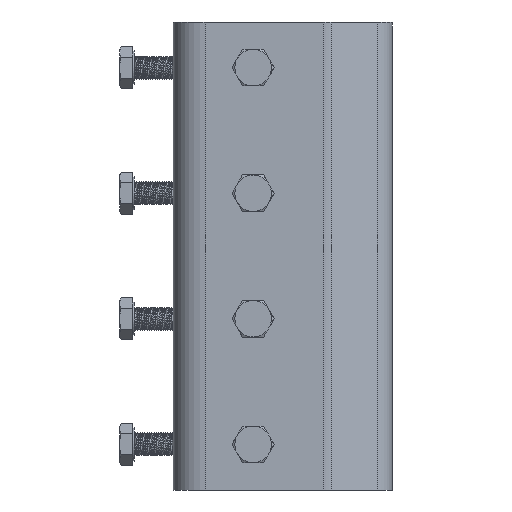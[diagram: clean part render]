
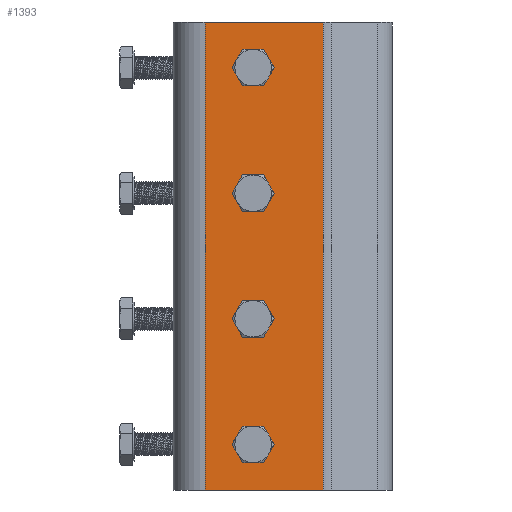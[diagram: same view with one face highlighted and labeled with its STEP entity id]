
A CAD part, left-side view. The second image highlights one B-rep face of the part: STEP entity #1393.
In plain terms, the highlighted planar face has unit normal (-1, 0, 0).
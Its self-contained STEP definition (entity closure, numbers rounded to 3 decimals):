
#112=CARTESIAN_POINT('',(-48.25,54.,31.688));
#113=VERTEX_POINT('',#112);
#114=CARTESIAN_POINT('',(-48.25,54.,27.5));
#115=DIRECTION('',(1.0,0.0,0.0));
#116=DIRECTION('',(0.0,0.0,1.0));
#117=AXIS2_PLACEMENT_3D('',#114,#115,#116);
#118=CIRCLE('',#117,4.188);
#119=EDGE_CURVE('',#113,#113,#118,.T.);
#168=CARTESIAN_POINT('',(-48.25,54.,-78.312));
#169=VERTEX_POINT('',#168);
#170=CARTESIAN_POINT('',(-48.25,54.,-82.5));
#171=DIRECTION('',(1.0,0.0,0.0));
#172=DIRECTION('',(0.0,0.0,1.0));
#173=AXIS2_PLACEMENT_3D('',#170,#171,#172);
#174=CIRCLE('',#173,4.188);
#175=EDGE_CURVE('',#169,#169,#174,.T.);
#224=CARTESIAN_POINT('',(-48.25,54.,-23.312));
#225=VERTEX_POINT('',#224);
#226=CARTESIAN_POINT('',(-48.25,54.,-27.5));
#227=DIRECTION('',(1.0,0.0,0.0));
#228=DIRECTION('',(0.0,0.0,1.0));
#229=AXIS2_PLACEMENT_3D('',#226,#227,#228);
#230=CIRCLE('',#229,4.188);
#231=EDGE_CURVE('',#225,#225,#230,.T.);
#280=CARTESIAN_POINT('',(-48.25,54.,86.688));
#281=VERTEX_POINT('',#280);
#282=CARTESIAN_POINT('',(-48.25,54.,82.5));
#283=DIRECTION('',(1.0,0.0,0.0));
#284=DIRECTION('',(0.0,0.0,1.0));
#285=AXIS2_PLACEMENT_3D('',#282,#283,#284);
#286=CIRCLE('',#285,4.188);
#287=EDGE_CURVE('',#281,#281,#286,.T.);
#787=CARTESIAN_POINT('',(-48.25,75.,102.5));
#788=VERTEX_POINT('',#787);
#796=CARTESIAN_POINT('',(-48.25,23.196,102.5));
#797=VERTEX_POINT('',#796);
#798=CARTESIAN_POINT('',(-48.25,23.196,102.5));
#799=DIRECTION('',(0.0,1.0,0.0));
#800=VECTOR('',#799,51.804);
#801=LINE('',#798,#800);
#802=EDGE_CURVE('',#797,#788,#801,.T.);
#1339=CARTESIAN_POINT('',(-48.25,23.196,-102.5));
#1340=VERTEX_POINT('',#1339);
#1341=CARTESIAN_POINT('',(-48.25,23.196,-102.5));
#1342=DIRECTION('',(0.0,0.0,1.0));
#1343=VECTOR('',#1342,205.0);
#1344=LINE('',#1341,#1343);
#1345=EDGE_CURVE('',#1340,#797,#1344,.T.);
#1358=CARTESIAN_POINT('',(-48.25,23.196,-102.5));
#1359=DIRECTION('',(-1.0,0.0,0.0));
#1360=DIRECTION('',(0.0,0.0,1.0));
#1361=AXIS2_PLACEMENT_3D('',#1358,#1359,#1360);
#1362=PLANE('',#1361);
#1363=ORIENTED_EDGE('',*,*,#802,.T.);
#1364=CARTESIAN_POINT('',(-48.25,75.,-102.5));
#1365=VERTEX_POINT('',#1364);
#1366=CARTESIAN_POINT('',(-48.25,75.,-102.5));
#1367=DIRECTION('',(0.0,0.0,1.0));
#1368=VECTOR('',#1367,205.0);
#1369=LINE('',#1366,#1368);
#1370=EDGE_CURVE('',#1365,#788,#1369,.T.);
#1371=ORIENTED_EDGE('',*,*,#1370,.F.);
#1372=CARTESIAN_POINT('',(-48.25,23.196,-102.5));
#1373=DIRECTION('',(0.0,1.0,0.0));
#1374=VECTOR('',#1373,51.804);
#1375=LINE('',#1372,#1374);
#1376=EDGE_CURVE('',#1340,#1365,#1375,.T.);
#1377=ORIENTED_EDGE('',*,*,#1376,.F.);
#1378=ORIENTED_EDGE('',*,*,#1345,.T.);
#1379=EDGE_LOOP('',(#1363,#1371,#1377,#1378));
#1380=FACE_OUTER_BOUND('',#1379,.T.);
#1381=ORIENTED_EDGE('',*,*,#119,.T.);
#1382=EDGE_LOOP('',(#1381));
#1383=FACE_BOUND('',#1382,.T.);
#1384=ORIENTED_EDGE('',*,*,#175,.T.);
#1385=EDGE_LOOP('',(#1384));
#1386=FACE_BOUND('',#1385,.T.);
#1387=ORIENTED_EDGE('',*,*,#231,.T.);
#1388=EDGE_LOOP('',(#1387));
#1389=FACE_BOUND('',#1388,.T.);
#1390=ORIENTED_EDGE('',*,*,#287,.T.);
#1391=EDGE_LOOP('',(#1390));
#1392=FACE_BOUND('',#1391,.T.);
#1393=ADVANCED_FACE('',(#1380,#1383,#1386,#1389,#1392),#1362,.T.);
